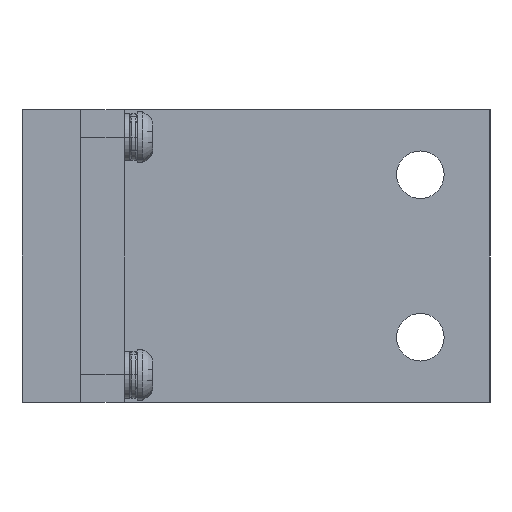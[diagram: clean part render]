
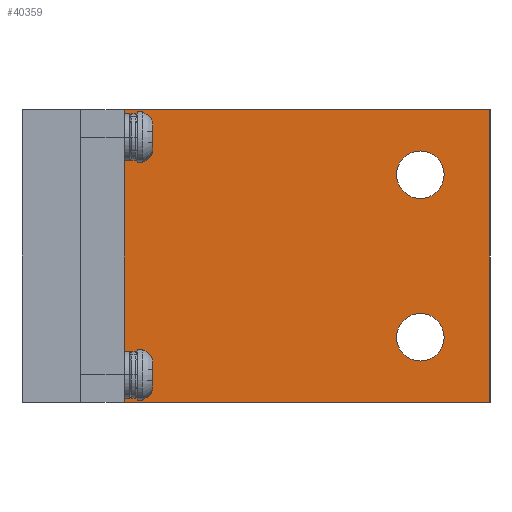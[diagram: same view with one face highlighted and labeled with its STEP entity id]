
A CAD part, left-side view. The second image highlights one B-rep face of the part: STEP entity #40359.
In plain terms, the highlighted planar face has unit normal (-1, 0, 0).
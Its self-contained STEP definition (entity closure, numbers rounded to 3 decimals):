
#40213=AXIS2_PLACEMENT_3D('Circle Axis2P3D',#40211,#40212,$) ;
#40248=AXIS2_PLACEMENT_3D('Circle Axis2P3D',#40246,#40247,$) ;
#40270=AXIS2_PLACEMENT_3D('Circle Axis2P3D',#40268,#40269,$) ;
#40305=AXIS2_PLACEMENT_3D('Circle Axis2P3D',#40303,#40304,$) ;
#40343=AXIS2_PLACEMENT_3D('Plane Axis2P3D',#40340,#40341,#40342) ;
#40093=CARTESIAN_POINT('Vertex',(-148.225,-13.,200.)) ;
#40107=CARTESIAN_POINT('Vertex',(-148.225,-118.,200.)) ;
#40110=CARTESIAN_POINT('Line Origine',(-148.225,-65.5,200.)) ;
#40138=CARTESIAN_POINT('Vertex',(-148.225,-118.,280.)) ;
#40141=CARTESIAN_POINT('Line Origine',(-148.225,-118.,240.)) ;
#40169=CARTESIAN_POINT('Vertex',(-148.225,-13.,280.)) ;
#40172=CARTESIAN_POINT('Line Origine',(-148.225,-65.5,280.)) ;
#40194=CARTESIAN_POINT('Line Origine',(-148.225,-13.,240.)) ;
#40211=CARTESIAN_POINT('Axis2P3D Location',(-148.225,-98.95,262.225)) ;
#40215=CARTESIAN_POINT('Vertex',(-148.225,-92.45,262.225)) ;
#40217=CARTESIAN_POINT('Vertex',(-148.225,-105.45,262.225)) ;
#40246=CARTESIAN_POINT('Axis2P3D Location',(-148.225,-98.95,262.225)) ;
#40268=CARTESIAN_POINT('Axis2P3D Location',(-148.225,-98.95,217.775)) ;
#40272=CARTESIAN_POINT('Vertex',(-148.225,-92.45,217.775)) ;
#40274=CARTESIAN_POINT('Vertex',(-148.225,-105.45,217.775)) ;
#40303=CARTESIAN_POINT('Axis2P3D Location',(-148.225,-98.95,217.775)) ;
#40340=CARTESIAN_POINT('Axis2P3D Location',(-148.225,-13.,200.)) ;
#40111=DIRECTION('Vector Direction',(0.,-1.,0.)) ;
#40142=DIRECTION('Vector Direction',(0.,0.,1.)) ;
#40173=DIRECTION('Vector Direction',(0.,1.,0.)) ;
#40195=DIRECTION('Vector Direction',(0.,0.,-1.)) ;
#40212=DIRECTION('Axis2P3D Direction',(-1.,0.,0.)) ;
#40247=DIRECTION('Axis2P3D Direction',(-1.,0.,0.)) ;
#40269=DIRECTION('Axis2P3D Direction',(-1.,0.,0.)) ;
#40304=DIRECTION('Axis2P3D Direction',(-1.,0.,0.)) ;
#40341=DIRECTION('Axis2P3D Direction',(-1.,0.,0.)) ;
#40342=DIRECTION('Axis2P3D XDirection',(0.,-1.,0.)) ;
#40112=VECTOR('Line Direction',#40111,1.) ;
#40143=VECTOR('Line Direction',#40142,1.) ;
#40174=VECTOR('Line Direction',#40173,1.) ;
#40196=VECTOR('Line Direction',#40195,1.) ;
#40346=ORIENTED_EDGE('',*,*,#40114,.T.) ;
#40347=ORIENTED_EDGE('',*,*,#40145,.T.) ;
#40348=ORIENTED_EDGE('',*,*,#40176,.T.) ;
#40349=ORIENTED_EDGE('',*,*,#40198,.T.) ;
#40352=ORIENTED_EDGE('',*,*,#40219,.F.) ;
#40353=ORIENTED_EDGE('',*,*,#40250,.F.) ;
#40356=ORIENTED_EDGE('',*,*,#40276,.F.) ;
#40357=ORIENTED_EDGE('',*,*,#40307,.F.) ;
#40354=FACE_BOUND('',#40351,.T.) ;
#40358=FACE_BOUND('',#40355,.T.) ;
#40359=ADVANCED_FACE('RB7381801_1PD_001_01_TERMINAL_ASSEMBLY_E4_2_UL.7\\RB7383001_1PA_001_00_PLATE.4\\PartBody',(#40350,#40354,#40358),#40344,.T.) ;
#40214=CIRCLE('generated circle',#40213,6.5) ;
#40249=CIRCLE('generated circle',#40248,6.5) ;
#40271=CIRCLE('generated circle',#40270,6.5) ;
#40306=CIRCLE('generated circle',#40305,6.5) ;
#40114=EDGE_CURVE('',#40094,#40108,#40113,.T.) ;
#40145=EDGE_CURVE('',#40108,#40139,#40144,.T.) ;
#40176=EDGE_CURVE('',#40139,#40170,#40175,.T.) ;
#40198=EDGE_CURVE('',#40170,#40094,#40197,.T.) ;
#40219=EDGE_CURVE('',#40216,#40218,#40214,.T.) ;
#40250=EDGE_CURVE('',#40218,#40216,#40249,.T.) ;
#40276=EDGE_CURVE('',#40273,#40275,#40271,.T.) ;
#40307=EDGE_CURVE('',#40275,#40273,#40306,.T.) ;
#40345=EDGE_LOOP('',(#40346,#40347,#40348,#40349)) ;
#40351=EDGE_LOOP('',(#40352,#40353)) ;
#40355=EDGE_LOOP('',(#40356,#40357)) ;
#40350=FACE_OUTER_BOUND('',#40345,.T.) ;
#40113=LINE('Line',#40110,#40112) ;
#40144=LINE('Line',#40141,#40143) ;
#40175=LINE('Line',#40172,#40174) ;
#40197=LINE('Line',#40194,#40196) ;
#40344=PLANE('',#40343) ;
#40094=VERTEX_POINT('',#40093) ;
#40108=VERTEX_POINT('',#40107) ;
#40139=VERTEX_POINT('',#40138) ;
#40170=VERTEX_POINT('',#40169) ;
#40216=VERTEX_POINT('',#40215) ;
#40218=VERTEX_POINT('',#40217) ;
#40273=VERTEX_POINT('',#40272) ;
#40275=VERTEX_POINT('',#40274) ;
